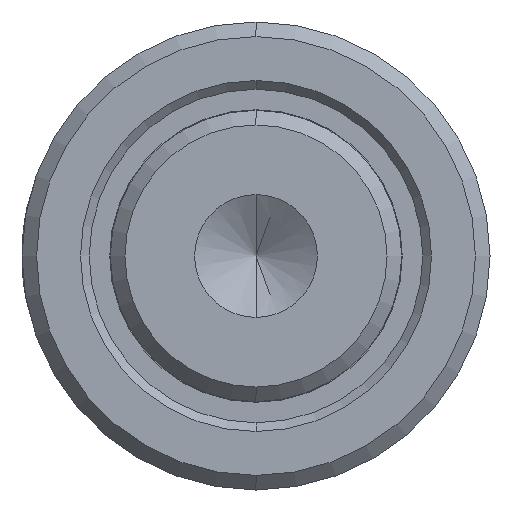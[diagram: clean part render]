
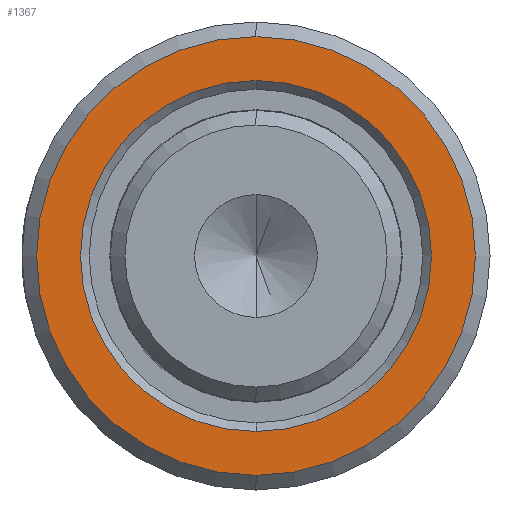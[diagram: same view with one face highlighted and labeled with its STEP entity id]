
A CAD part, left-side view. The second image highlights one B-rep face of the part: STEP entity #1367.
In plain terms, the highlighted planar face has unit normal (-1, 0, 0).
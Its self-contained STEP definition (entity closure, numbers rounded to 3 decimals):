
#27 = CARTESIAN_POINT ( 'NONE',  ( 8., -5., 0. ) ) ;
#67 = DIRECTION ( 'NONE',  ( 0., 0., 1. ) ) ;
#78 = VERTEX_POINT ( 'NONE', #1762 ) ;
#109 = AXIS2_PLACEMENT_3D ( 'NONE', #1794, #909, #67 ) ;
#126 = DIRECTION ( 'NONE',  ( -1., 0., 0. ) ) ;
#163 = CIRCLE ( 'NONE', #1833, 7.5 ) ;
#320 = PLANE ( 'NONE',  #1596 ) ;
#364 = DIRECTION ( 'NONE',  ( -1., 0., 0. ) ) ;
#418 = DIRECTION ( 'NONE',  ( -1., 0., 0. ) ) ;
#536 = VERTEX_POINT ( 'NONE', #1050 ) ;
#561 = CARTESIAN_POINT ( 'NONE',  ( 8., 0., 6. ) ) ;
#741 = DIRECTION ( 'NONE',  ( -1., 0., 0. ) ) ;
#828 = EDGE_CURVE ( 'NONE', #78, #1624, #1114, .T. ) ;
#873 = ORIENTED_EDGE ( 'NONE', *, *, #1860, .F. ) ;
#909 = DIRECTION ( 'NONE',  ( -1., 0., 0. ) ) ;
#966 = FACE_BOUND ( 'NONE', #1706, .T. ) ;
#971 = CARTESIAN_POINT ( 'NONE',  ( 8., 0., 0. ) ) ;
#1050 = CARTESIAN_POINT ( 'NONE',  ( 8., 0., -7.5 ) ) ;
#1065 = VERTEX_POINT ( 'NONE', #1651 ) ;
#1114 = CIRCLE ( 'NONE', #1178, 6. ) ;
#1116 = ORIENTED_EDGE ( 'NONE', *, *, #1170, .T. ) ;
#1124 = DIRECTION ( 'NONE',  ( 0., 0., 1. ) ) ;
#1170 = EDGE_CURVE ( 'NONE', #536, #1065, #163, .T. ) ;
#1178 = AXIS2_PLACEMENT_3D ( 'NONE', #1278, #418, #1425 ) ;
#1218 = CARTESIAN_POINT ( 'NONE',  ( 8., 0., 0. ) ) ;
#1254 = AXIS2_PLACEMENT_3D ( 'NONE', #1218, #364, #1369 ) ;
#1278 = CARTESIAN_POINT ( 'NONE',  ( 8., 0., 0. ) ) ;
#1322 = FACE_OUTER_BOUND ( 'NONE', #1479, .T. ) ;
#1367 = ADVANCED_FACE ( 'NONE', ( #1322, #966 ), #320, .T. ) ;
#1369 = DIRECTION ( 'NONE',  ( 0., 0., 1. ) ) ;
#1425 = DIRECTION ( 'NONE',  ( 0., 0., 1. ) ) ;
#1471 = EDGE_CURVE ( 'NONE', #1065, #536, #1671, .T. ) ;
#1479 = EDGE_LOOP ( 'NONE', ( #1116, #1825 ) ) ;
#1511 = CIRCLE ( 'NONE', #1254, 6. ) ;
#1596 = AXIS2_PLACEMENT_3D ( 'NONE', #27, #741, #1765 ) ;
#1624 = VERTEX_POINT ( 'NONE', #561 ) ;
#1651 = CARTESIAN_POINT ( 'NONE',  ( 8., 0., 7.5 ) ) ;
#1665 = ORIENTED_EDGE ( 'NONE', *, *, #828, .F. ) ;
#1671 = CIRCLE ( 'NONE', #109, 7.5 ) ;
#1706 = EDGE_LOOP ( 'NONE', ( #873, #1665 ) ) ;
#1762 = CARTESIAN_POINT ( 'NONE',  ( 8., 0., -6. ) ) ;
#1765 = DIRECTION ( 'NONE',  ( 0., 0., 1. ) ) ;
#1794 = CARTESIAN_POINT ( 'NONE',  ( 8., 0., 0. ) ) ;
#1825 = ORIENTED_EDGE ( 'NONE', *, *, #1471, .T. ) ;
#1833 = AXIS2_PLACEMENT_3D ( 'NONE', #971, #126, #1124 ) ;
#1860 = EDGE_CURVE ( 'NONE', #1624, #78, #1511, .T. ) ;
